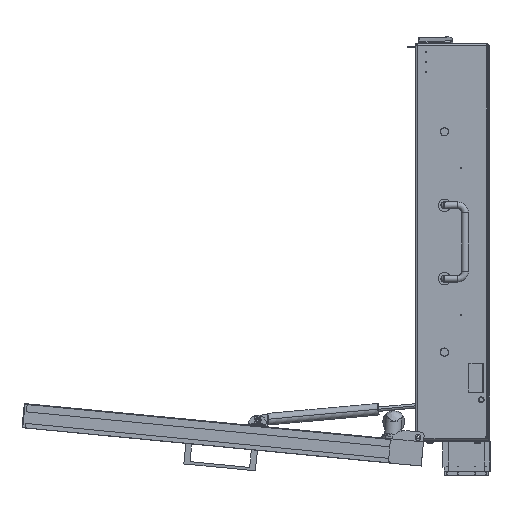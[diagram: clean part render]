
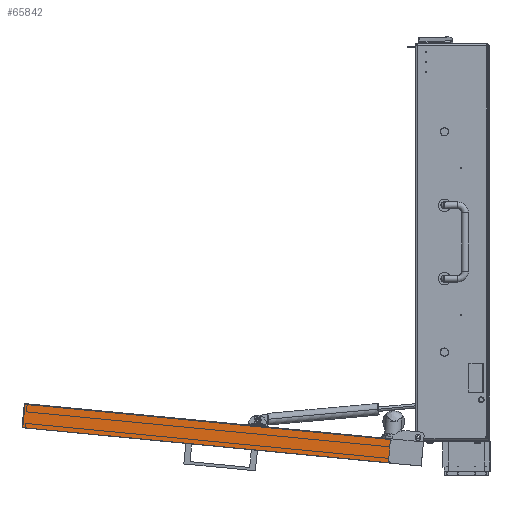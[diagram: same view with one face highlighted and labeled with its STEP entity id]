
A CAD part, left-side view. The second image highlights one B-rep face of the part: STEP entity #65842.
In plain terms, the highlighted planar face has unit normal (-1, 0, 0).
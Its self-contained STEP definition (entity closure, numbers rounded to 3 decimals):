
#3962 = DIRECTION ( 'NONE',  ( 1., 0., 0. ) ) ;
#5378 = EDGE_CURVE ( 'NONE', #37927, #6601, #65058, .T. ) ;
#5398 = ORIENTED_EDGE ( 'NONE', *, *, #55843, .T. ) ;
#6601 = VERTEX_POINT ( 'NONE', #37145 ) ;
#6715 = DIRECTION ( 'NONE',  ( 0., -1., 0. ) ) ;
#9188 = CARTESIAN_POINT ( 'NONE',  ( -327.5, 33., -273. ) ) ;
#11151 = AXIS2_PLACEMENT_3D ( 'NONE', #9188, #3962, #69534 ) ;
#13268 = VECTOR ( 'NONE', #29131, 1000. ) ;
#14613 = CIRCLE ( 'NONE', #56233, 5. ) ;
#14722 = CARTESIAN_POINT ( 'NONE',  ( -327.5, 7., -228. ) ) ;
#14817 = CARTESIAN_POINT ( 'NONE',  ( -327.5, 28., -233. ) ) ;
#19099 = CARTESIAN_POINT ( 'NONE',  ( -327.5, 33., -228. ) ) ;
#20170 = EDGE_LOOP ( 'NONE', ( #41819, #84126, #27598, #74009, #72183, #5398 ) ) ;
#27598 = ORIENTED_EDGE ( 'NONE', *, *, #5378, .T. ) ;
#27842 = DIRECTION ( 'NONE',  ( 1., 0., 0. ) ) ;
#29131 = DIRECTION ( 'NONE',  ( 0., 0., 1. ) ) ;
#32106 = DIRECTION ( 'NONE',  ( 0., 1., 0. ) ) ;
#33782 = DIRECTION ( 'NONE',  ( 0., 0., 1. ) ) ;
#35522 = CARTESIAN_POINT ( 'NONE',  ( -327.5, 28., -228. ) ) ;
#36835 = VECTOR ( 'NONE', #33782, 1000. ) ;
#37145 = CARTESIAN_POINT ( 'NONE',  ( -327.5, 0., 273. ) ) ;
#37927 = VERTEX_POINT ( 'NONE', #82122 ) ;
#39107 = VECTOR ( 'NONE', #6715, 1000. ) ;
#39463 = CARTESIAN_POINT ( 'NONE',  ( -327.5, 0., -273. ) ) ;
#41819 = ORIENTED_EDGE ( 'NONE', *, *, #60137, .F. ) ;
#42429 = VERTEX_POINT ( 'NONE', #85664 ) ;
#45025 = CARTESIAN_POINT ( 'NONE',  ( -327.5, 7., -248. ) ) ;
#46696 = CARTESIAN_POINT ( 'NONE',  ( -327.5, 33., 273. ) ) ;
#47993 = VERTEX_POINT ( 'NONE', #35522 ) ;
#48148 = EDGE_CURVE ( 'NONE', #37927, #53678, #66107, .T. ) ;
#51213 = CARTESIAN_POINT ( 'NONE',  ( -327.5, 33., 273. ) ) ;
#53678 = VERTEX_POINT ( 'NONE', #14722 ) ;
#55843 = EDGE_CURVE ( 'NONE', #42429, #47993, #14613, .T. ) ;
#56233 = AXIS2_PLACEMENT_3D ( 'NONE', #14817, #27842, #67764 ) ;
#56570 = FACE_OUTER_BOUND ( 'NONE', #20170, .T. ) ;
#58086 = DIRECTION ( 'NONE',  ( -1., 0., 0. ) ) ;
#59933 = EDGE_CURVE ( 'NONE', #42429, #81798, #79074, .T. ) ;
#60137 = EDGE_CURVE ( 'NONE', #53678, #47993, #84226, .T. ) ;
#62182 = AXIS2_PLACEMENT_3D ( 'NONE', #45025, #58086, #64572 ) ;
#63500 = PLANE ( 'NONE',  #11151 ) ;
#64572 = DIRECTION ( 'NONE',  ( 0., 0., -1. ) ) ;
#65058 = LINE ( 'NONE', #39463, #36835 ) ;
#65842 = ADVANCED_FACE ( 'NONE', ( #56570 ), #63500, .F. ) ;
#66107 = CIRCLE ( 'NONE', #62182, 20. ) ;
#67764 = DIRECTION ( 'NONE',  ( 0., 0., -1. ) ) ;
#69534 = DIRECTION ( 'NONE',  ( 0., 0., -1. ) ) ;
#72183 = ORIENTED_EDGE ( 'NONE', *, *, #59933, .F. ) ;
#74009 = ORIENTED_EDGE ( 'NONE', *, *, #83610, .F. ) ;
#79074 = LINE ( 'NONE', #80816, #13268 ) ;
#80816 = CARTESIAN_POINT ( 'NONE',  ( -327.5, 33., -273. ) ) ;
#81798 = VERTEX_POINT ( 'NONE', #51213 ) ;
#82122 = CARTESIAN_POINT ( 'NONE',  ( -327.5, 0., -229.265 ) ) ;
#82643 = VECTOR ( 'NONE', #32106, 1000. ) ;
#83610 = EDGE_CURVE ( 'NONE', #81798, #6601, #84916, .T. ) ;
#84126 = ORIENTED_EDGE ( 'NONE', *, *, #48148, .F. ) ;
#84226 = LINE ( 'NONE', #19099, #82643 ) ;
#84916 = LINE ( 'NONE', #46696, #39107 ) ;
#85664 = CARTESIAN_POINT ( 'NONE',  ( -327.5, 33., -233. ) ) ;
